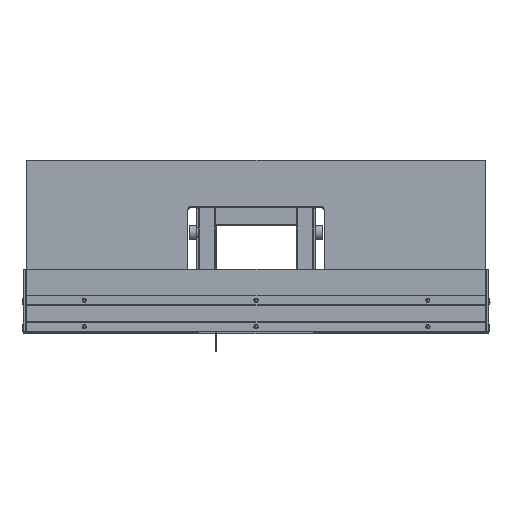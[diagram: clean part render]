
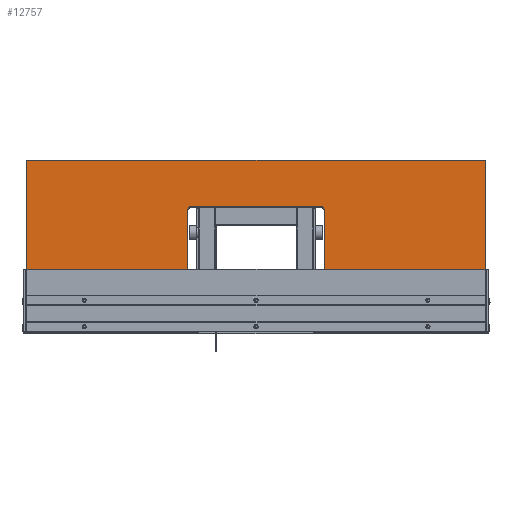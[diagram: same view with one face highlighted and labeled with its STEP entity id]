
A CAD part, top view. The second image highlights one B-rep face of the part: STEP entity #12757.
In plain terms, the highlighted planar face has unit normal (0, 0, 1).
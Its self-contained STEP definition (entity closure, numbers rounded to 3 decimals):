
#5958=LINE('',#37051,#7524);
#5964=LINE('',#37065,#7530);
#5969=LINE('',#37080,#7535);
#5972=LINE('',#37106,#7538);
#5973=LINE('',#37108,#7539);
#5974=LINE('',#37110,#7540);
#5975=LINE('',#37111,#7541);
#5976=LINE('',#37112,#7542);
#7524=VECTOR('',#29299,1.);
#7530=VECTOR('',#29307,1.);
#7535=VECTOR('',#29320,1.);
#7538=VECTOR('',#29347,1.);
#7539=VECTOR('',#29348,1.);
#7540=VECTOR('',#29349,1.);
#7541=VECTOR('',#29350,1.);
#7542=VECTOR('',#29351,1.);
#12129=PLANE('',#26040);
#12757=ADVANCED_FACE('',(#13592,#13593,#13594,#13595,#13596,#13597,#13598,
#13599,#13600),#12129,.F.);
#13592=FACE_BOUND('',#14399,.T.);
#13593=FACE_BOUND('',#14400,.T.);
#13594=FACE_BOUND('',#14401,.T.);
#13595=FACE_BOUND('',#14402,.T.);
#13596=FACE_BOUND('',#14403,.T.);
#13597=FACE_BOUND('',#14404,.T.);
#13598=FACE_BOUND('',#14405,.T.);
#13599=FACE_BOUND('',#14406,.T.);
#13600=FACE_BOUND('',#14407,.T.);
#14399=EDGE_LOOP('',(#16527));
#14400=EDGE_LOOP('',(#16528));
#14401=EDGE_LOOP('',(#16529));
#14402=EDGE_LOOP('',(#16530));
#14403=EDGE_LOOP('',(#16531));
#14404=EDGE_LOOP('',(#16532));
#14405=EDGE_LOOP('',(#16533));
#14406=EDGE_LOOP('',(#16534));
#14407=EDGE_LOOP('',(#16535,#16536,#16537,#16538,#16539,#16540,#16541,#16542,
#16543,#16544));
#16527=ORIENTED_EDGE('',*,*,#22645,.T.);
#16528=ORIENTED_EDGE('',*,*,#22646,.T.);
#16529=ORIENTED_EDGE('',*,*,#22647,.T.);
#16530=ORIENTED_EDGE('',*,*,#22648,.T.);
#16531=ORIENTED_EDGE('',*,*,#22649,.T.);
#16532=ORIENTED_EDGE('',*,*,#22650,.T.);
#16533=ORIENTED_EDGE('',*,*,#22651,.T.);
#16534=ORIENTED_EDGE('',*,*,#22652,.T.);
#16535=ORIENTED_EDGE('',*,*,#22644,.T.);
#16536=ORIENTED_EDGE('',*,*,#22640,.F.);
#16537=ORIENTED_EDGE('',*,*,#22638,.T.);
#16538=ORIENTED_EDGE('',*,*,#22653,.F.);
#16539=ORIENTED_EDGE('',*,*,#22654,.T.);
#16540=ORIENTED_EDGE('',*,*,#22655,.T.);
#16541=ORIENTED_EDGE('',*,*,#22633,.F.);
#16542=ORIENTED_EDGE('',*,*,#22656,.F.);
#16543=ORIENTED_EDGE('',*,*,#22627,.T.);
#16544=ORIENTED_EDGE('',*,*,#22657,.F.);
#19951=VERTEX_POINT('',#37052);
#19952=VERTEX_POINT('',#37053);
#19957=VERTEX_POINT('',#37064);
#19958=VERTEX_POINT('',#37066);
#19960=VERTEX_POINT('',#37071);
#19962=VERTEX_POINT('',#37075);
#19964=VERTEX_POINT('',#37081);
#19966=VERTEX_POINT('',#37086);
#19967=VERTEX_POINT('',#37091);
#19968=VERTEX_POINT('',#37093);
#19969=VERTEX_POINT('',#37095);
#19970=VERTEX_POINT('',#37097);
#19971=VERTEX_POINT('',#37099);
#19972=VERTEX_POINT('',#37101);
#19973=VERTEX_POINT('',#37103);
#19974=VERTEX_POINT('',#37105);
#19975=VERTEX_POINT('',#37107);
#19976=VERTEX_POINT('',#37109);
#22627=EDGE_CURVE('',#19951,#19952,#5958,.T.);
#22633=EDGE_CURVE('',#19957,#19958,#5964,.T.);
#22638=EDGE_CURVE('',#19960,#19962,#24872,.T.);
#22640=EDGE_CURVE('',#19960,#19964,#5969,.T.);
#22644=EDGE_CURVE('',#19966,#19964,#24874,.T.);
#22645=EDGE_CURVE('',#19967,#19967,#24875,.T.);
#22646=EDGE_CURVE('',#19968,#19968,#24876,.T.);
#22647=EDGE_CURVE('',#19969,#19969,#24877,.T.);
#22648=EDGE_CURVE('',#19970,#19970,#24878,.T.);
#22649=EDGE_CURVE('',#19971,#19971,#24879,.T.);
#22650=EDGE_CURVE('',#19972,#19972,#24880,.T.);
#22651=EDGE_CURVE('',#19973,#19973,#24881,.T.);
#22652=EDGE_CURVE('',#19974,#19974,#24882,.T.);
#22653=EDGE_CURVE('',#19975,#19962,#5972,.T.);
#22654=EDGE_CURVE('',#19975,#19976,#5973,.T.);
#22655=EDGE_CURVE('',#19976,#19958,#5974,.T.);
#22656=EDGE_CURVE('',#19951,#19957,#5975,.T.);
#22657=EDGE_CURVE('',#19966,#19952,#5976,.T.);
#24872=CIRCLE('',#26026,6.35);
#24874=CIRCLE('',#26030,6.35);
#24875=CIRCLE('',#26032,3.366);
#24876=CIRCLE('',#26033,3.366);
#24877=CIRCLE('',#26034,3.366);
#24878=CIRCLE('',#26035,3.366);
#24879=CIRCLE('',#26036,3.366);
#24880=CIRCLE('',#26037,3.366);
#24881=CIRCLE('',#26038,3.365);
#24882=CIRCLE('',#26039,3.365);
#26026=AXIS2_PLACEMENT_3D('',#37076,#29315,#29316);
#26030=AXIS2_PLACEMENT_3D('',#37088,#29327,#29328);
#26032=AXIS2_PLACEMENT_3D('',#37090,#29331,#29332);
#26033=AXIS2_PLACEMENT_3D('',#37092,#29333,#29334);
#26034=AXIS2_PLACEMENT_3D('',#37094,#29335,#29336);
#26035=AXIS2_PLACEMENT_3D('',#37096,#29337,#29338);
#26036=AXIS2_PLACEMENT_3D('',#37098,#29339,#29340);
#26037=AXIS2_PLACEMENT_3D('',#37100,#29341,#29342);
#26038=AXIS2_PLACEMENT_3D('',#37102,#29343,#29344);
#26039=AXIS2_PLACEMENT_3D('',#37104,#29345,#29346);
#26040=AXIS2_PLACEMENT_3D('',#37113,#29352,#29353);
#29299=DIRECTION('',(1.,0.,0.));
#29307=DIRECTION('',(1.,0.,0.));
#29315=DIRECTION('',(0.,0.,-1.));
#29316=DIRECTION('',(0.,1.,0.));
#29320=DIRECTION('',(-1.,0.,0.));
#29327=DIRECTION('',(0.,0.,-1.));
#29328=DIRECTION('',(0.,1.,0.));
#29331=DIRECTION('',(0.,0.,-1.));
#29332=DIRECTION('',(0.,-1.,0.));
#29333=DIRECTION('',(0.,0.,-1.));
#29334=DIRECTION('',(0.,-1.,0.));
#29335=DIRECTION('',(0.,0.,-1.));
#29336=DIRECTION('',(0.,-1.,0.));
#29337=DIRECTION('',(0.,0.,-1.));
#29338=DIRECTION('',(0.,-1.,0.));
#29339=DIRECTION('',(0.,0.,-1.));
#29340=DIRECTION('',(0.,-1.,0.));
#29341=DIRECTION('',(0.,0.,-1.));
#29342=DIRECTION('',(0.,-1.,0.));
#29343=DIRECTION('',(0.,0.,-1.));
#29344=DIRECTION('',(0.,-1.,0.));
#29345=DIRECTION('',(0.,0.,-1.));
#29346=DIRECTION('',(0.,-1.,0.));
#29347=DIRECTION('',(0.,1.,0.));
#29348=DIRECTION('',(1.,0.,0.));
#29349=DIRECTION('',(0.,1.,0.));
#29350=DIRECTION('',(0.,1.,0.));
#29351=DIRECTION('',(0.,-1.,0.));
#29352=DIRECTION('',(0.,0.,-1.));
#29353=DIRECTION('',(0.,-1.,0.));
#37051=CARTESIAN_POINT('',(0.,152.527,912.216));
#37052=CARTESIAN_POINT('',(-609.6,152.527,912.216));
#37053=CARTESIAN_POINT('',(-180.975,152.527,912.216));
#37064=CARTESIAN_POINT('',(-609.6,609.727,912.216));
#37065=CARTESIAN_POINT('',(0.,609.727,912.216));
#37066=CARTESIAN_POINT('',(609.6,609.727,912.216));
#37071=CARTESIAN_POINT('',(174.625,485.902,912.216));
#37075=CARTESIAN_POINT('',(180.975,479.552,912.216));
#37076=CARTESIAN_POINT('',(174.625,479.552,912.216));
#37080=CARTESIAN_POINT('',(134.515,485.902,912.216));
#37081=CARTESIAN_POINT('',(-174.625,485.902,912.216));
#37086=CARTESIAN_POINT('',(-180.975,479.552,912.216));
#37088=CARTESIAN_POINT('',(-174.625,479.552,912.216));
#37090=CARTESIAN_POINT('',(482.6,235.077,912.216));
#37091=CARTESIAN_POINT('',(482.6,231.711,912.216));
#37092=CARTESIAN_POINT('',(482.6,165.227,912.216));
#37093=CARTESIAN_POINT('',(482.6,161.861,912.216));
#37094=CARTESIAN_POINT('',(279.4,165.227,912.216));
#37095=CARTESIAN_POINT('',(279.4,161.861,912.216));
#37096=CARTESIAN_POINT('',(279.4,235.077,912.216));
#37097=CARTESIAN_POINT('',(279.4,231.711,912.216));
#37098=CARTESIAN_POINT('',(-279.4,235.077,912.216));
#37099=CARTESIAN_POINT('',(-279.4,231.712,912.216));
#37100=CARTESIAN_POINT('',(-279.4,165.227,912.216));
#37101=CARTESIAN_POINT('',(-279.4,161.862,912.216));
#37102=CARTESIAN_POINT('',(-482.6,165.227,912.216));
#37103=CARTESIAN_POINT('',(-482.6,161.862,912.216));
#37104=CARTESIAN_POINT('',(-482.6,235.077,912.216));
#37105=CARTESIAN_POINT('',(-482.6,231.712,912.216));
#37106=CARTESIAN_POINT('',(180.975,302.559,912.216));
#37107=CARTESIAN_POINT('',(180.975,152.527,912.216));
#37108=CARTESIAN_POINT('',(0.,152.527,912.216));
#37109=CARTESIAN_POINT('',(609.6,152.527,912.216));
#37110=CARTESIAN_POINT('',(609.6,381.127,912.216));
#37111=CARTESIAN_POINT('',(-609.6,381.127,912.216));
#37112=CARTESIAN_POINT('',(-180.975,326.214,912.216));
#37113=CARTESIAN_POINT('',(0.,381.127,912.216));
